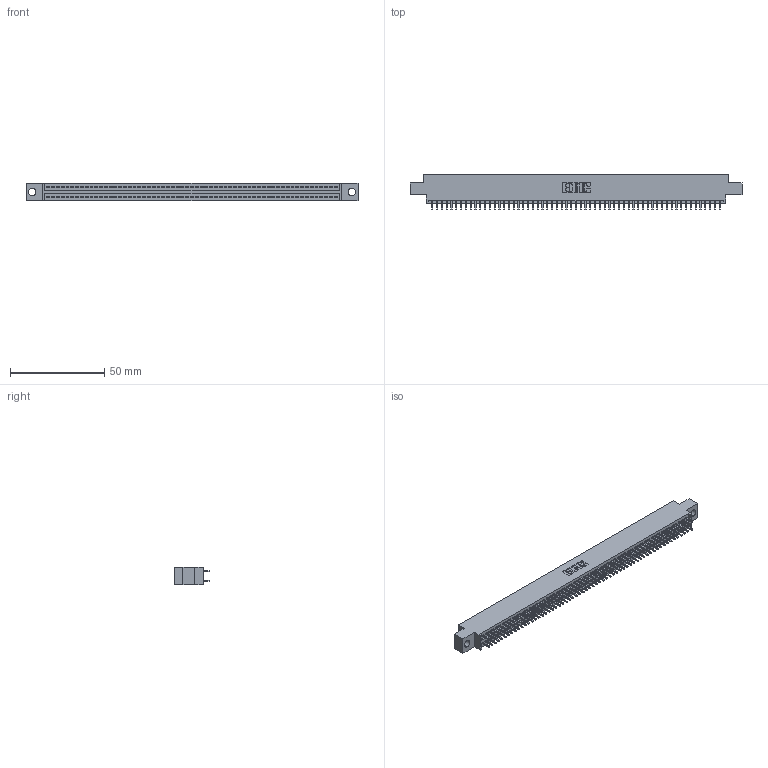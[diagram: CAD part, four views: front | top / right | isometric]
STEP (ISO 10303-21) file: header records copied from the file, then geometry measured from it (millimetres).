
FILE_DESCRIPTION (( 'STEP AP203' ), '1' );
FILE_NAME ('395-122-521-804.STEP', '2021-06-17T21:17:36', ( '' ), ( '' ), 'SwSTEP 2.0', 'SolidWorks 2020', '' );
FILE_SCHEMA (( 'CONFIG_CONTROL_DESIGN' ));
Length unit declared in the file: inch
Products named in the file (3): 395-122-521-804; 345 Part_0.170 Offset - 0.156 Dia-TI; 345-292-001_345-293-121
Assembly tree (123 placements, depth 2):
  395-122-521-804
    345 Part_0.170 Offset - 0.156 Dia-TI
    345-292-001_345-293-121  x122
Bounding box: 176.15 x 18.72 x 9.4 mm (x, y, z)
Volume: 17018.5 mm3; surface area: 25195.2 mm2
Topology: 123 solids, 123 shells, 6244 faces, 18567 edges, 12214 vertices
Faces by surface type: plane 4124, cylinder 2120
Entity records: 45873 total; most frequent: CARTESIAN_POINT 7678, ORIENTED_EDGE 7610, DIRECTION 6745, EDGE_CURVE 3805, VECTOR 3429, LINE 3429, VERTEX_POINT 2534, AXIS2_PLACEMENT_3D 1658
